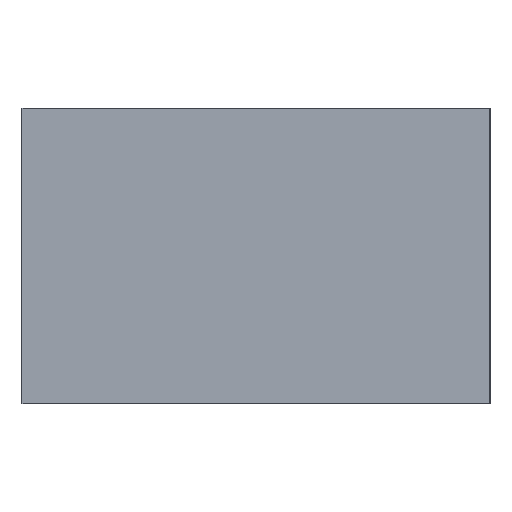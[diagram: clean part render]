
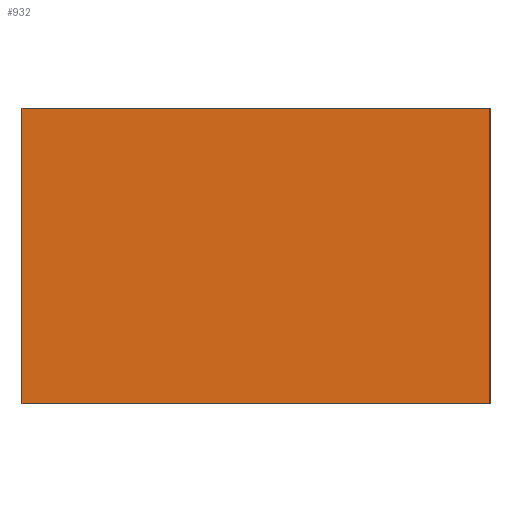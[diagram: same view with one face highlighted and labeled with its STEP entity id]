
A CAD part, front view. The second image highlights one B-rep face of the part: STEP entity #932.
In plain terms, the highlighted planar face has unit normal (0, -1, 0).
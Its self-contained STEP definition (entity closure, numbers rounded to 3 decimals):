
#40=PLANE('',#1006);
#86=FACE_OUTER_BOUND('',#132,.T.);
#132=EDGE_LOOP('',(#695,#696,#697,#698));
#202=LINE('',#1367,#322);
#203=LINE('',#1369,#323);
#204=LINE('',#1371,#324);
#205=LINE('',#1372,#325);
#322=VECTOR('',#1120,25.4);
#323=VECTOR('',#1121,25.4);
#324=VECTOR('',#1122,25.4);
#325=VECTOR('',#1123,25.4);
#457=VERTEX_POINT('',#1365);
#458=VERTEX_POINT('',#1366);
#459=VERTEX_POINT('',#1368);
#460=VERTEX_POINT('',#1370);
#554=EDGE_CURVE('',#457,#458,#202,.T.);
#555=EDGE_CURVE('',#458,#459,#203,.T.);
#556=EDGE_CURVE('',#459,#460,#204,.T.);
#557=EDGE_CURVE('',#460,#457,#205,.T.);
#695=ORIENTED_EDGE('',*,*,#554,.T.);
#696=ORIENTED_EDGE('',*,*,#555,.T.);
#697=ORIENTED_EDGE('',*,*,#556,.T.);
#698=ORIENTED_EDGE('',*,*,#557,.T.);
#932=ADVANCED_FACE('',(#86),#40,.F.);
#1006=AXIS2_PLACEMENT_3D('',#1364,#1118,#1119);
#1118=DIRECTION('center_axis',(0.,1.,0.));
#1119=DIRECTION('ref_axis',(1.,0.,0.));
#1120=DIRECTION('',(0.,0.,1.));
#1121=DIRECTION('',(-1.,0.,0.));
#1122=DIRECTION('',(0.,0.,-1.));
#1123=DIRECTION('',(1.,0.,0.));
#1364=CARTESIAN_POINT('Origin',(4.75,-92.281,3.));
#1365=CARTESIAN_POINT('',(9.5,-92.281,0.));
#1366=CARTESIAN_POINT('',(9.5,-92.281,6.));
#1367=CARTESIAN_POINT('',(9.5,-92.281,3.));
#1368=CARTESIAN_POINT('',(0.,-92.281,6.));
#1369=CARTESIAN_POINT('',(4.75,-92.281,6.));
#1370=CARTESIAN_POINT('',(0.,-92.281,0.));
#1371=CARTESIAN_POINT('',(0.,-92.281,3.));
#1372=CARTESIAN_POINT('',(4.75,-92.281,0.));
